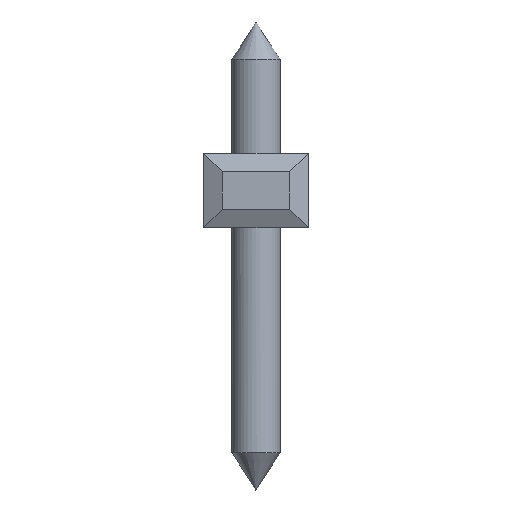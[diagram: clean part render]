
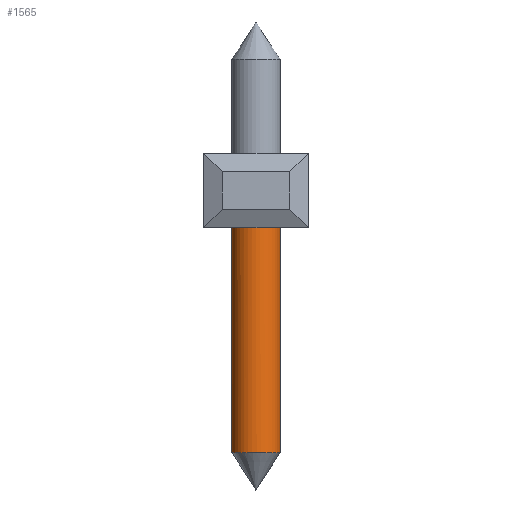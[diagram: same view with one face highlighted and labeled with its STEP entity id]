
A CAD part, left-side view. The second image highlights one B-rep face of the part: STEP entity #1565.
In plain terms, the highlighted cylindrical face has radius 0.65 mm (diameter 1.3 mm), a full revolution.
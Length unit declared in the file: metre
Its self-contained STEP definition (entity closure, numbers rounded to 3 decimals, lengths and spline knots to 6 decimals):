
#1565=ADVANCED_FACE('',(#3228,#3229),#3230,.T.);
#3228=FACE_OUTER_BOUND('',#4903,.T.);
#3229=FACE_OUTER_BOUND('',#4904,.T.);
#3230=CYLINDRICAL_SURFACE('',#4905,0.00065);
#4903=EDGE_LOOP('',(#9346));
#4904=EDGE_LOOP('',(#9347));
#4905=AXIS2_PLACEMENT_3D('',#9348,#9349,#9350);
#9346=ORIENTED_EDGE('',*,*,#11034,.F.);
#9347=ORIENTED_EDGE('',*,*,#9502,.F.);
#9348=CARTESIAN_POINT('',(-0.00435,-0.03326,0.0025));
#9349=DIRECTION('',(0.0,0.,-1.0));
#9350=DIRECTION('',(-1.0,0.0,0.0));
#9502=EDGE_CURVE('',#11237,#11237,#11238,.T.);
#11034=EDGE_CURVE('',#13424,#13424,#13425,.T.);
#11237=VERTEX_POINT('',#13654);
#11238=CIRCLE('',#13655,0.00065);
#13424=VERTEX_POINT('',#16900);
#13425=CIRCLE('',#16901,0.00065);
#13654=CARTESIAN_POINT('',(-0.00396,-0.03274,-0.008));
#13655=AXIS2_PLACEMENT_3D('',#17178,#17179,#17180);
#16900=CARTESIAN_POINT('',(-0.00435,-0.03391,-0.0018));
#16901=AXIS2_PLACEMENT_3D('',#18336,#18337,#18338);
#17178=CARTESIAN_POINT('',(-0.00435,-0.03326,-0.008));
#17179=DIRECTION('',(0.,0.,-1.0));
#17180=DIRECTION('',(0.6,0.8,0.));
#18336=CARTESIAN_POINT('',(-0.00435,-0.03326,-0.0018));
#18337=DIRECTION('',(0.0,0.,1.0));
#18338=DIRECTION('',(0.0,-1.0,0.));
